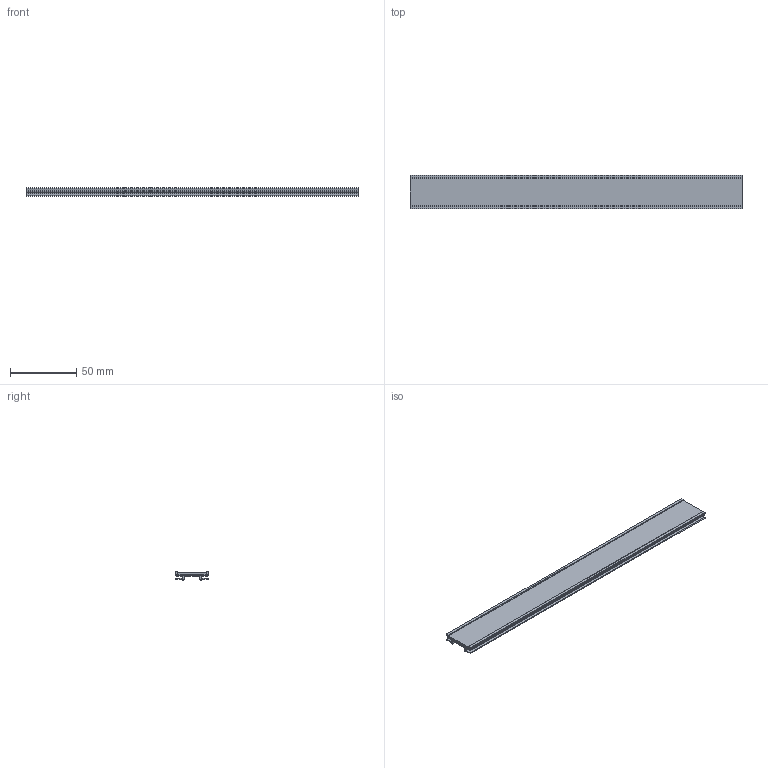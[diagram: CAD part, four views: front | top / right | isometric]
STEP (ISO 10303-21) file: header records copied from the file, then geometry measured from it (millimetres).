
FILE_DESCRIPTION((''),'2;1');
FILE_NAME('DM_CAD-2103','2016-03-31T',('Creinig-se'),(''),'PRO/ENGINEER BY PARAMETRIC TECHNOLOGY CORPORATION, 2015440','PRO/ENGINEER BY PARAMETRIC TECHNOLOGY CORPORATION, 2015440','');
FILE_SCHEMA(('CONFIG_CONTROL_DESIGN'));
Length unit declared in the file: millimetre
Products named in the file (1): DM_CAD-2103
Bounding box: 250 x 25.3 x 6.1 mm (x, y, z)
Volume: 18657.3 mm3; surface area: 35151.5 mm2
Topology: 1 solids, 1 shells, 78 faces, 238 edges, 152 vertices
Faces by surface type: plane 44, cylinder 34
Entity records: 3423 total; most frequent: CARTESIAN_POINT 508, ORIENTED_EDGE 464, DIRECTION 438, PRESENTATION_STYLE_ASSIGNMENT 233, STYLED_ITEM 233, CURVE_STYLE 232, EDGE_CURVE 232, VECTOR 160
